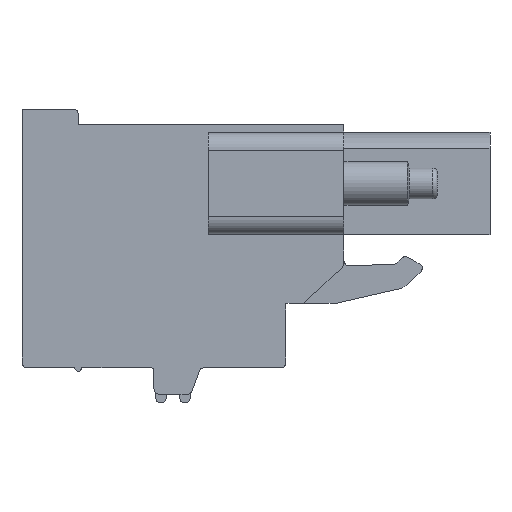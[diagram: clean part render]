
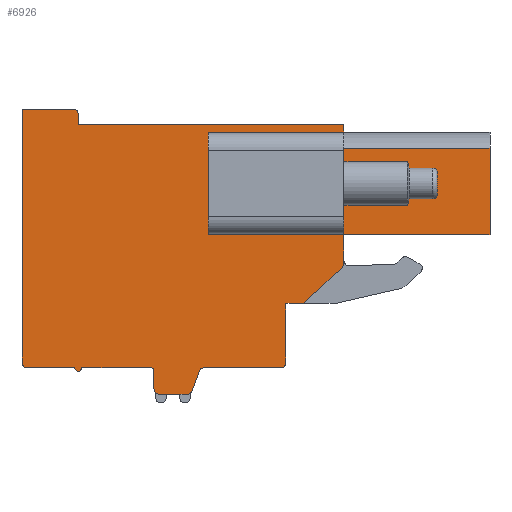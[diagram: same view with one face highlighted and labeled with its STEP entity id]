
A CAD part, left-side view. The second image highlights one B-rep face of the part: STEP entity #6926.
In plain terms, the highlighted planar face has unit normal (-1, 0, 0).
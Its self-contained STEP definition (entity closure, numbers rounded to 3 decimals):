
#1=DIRECTION('',(0.,0.,-1.));
#2=VECTOR('',#1,1.325);
#3=CARTESIAN_POINT('',(0.,-5.66,6.96));
#4=LINE('',#3,#2);
#5=DIRECTION('',(0.,1.,0.));
#6=VECTOR('',#5,8.3);
#7=CARTESIAN_POINT('',(0.,-13.96,5.635));
#8=LINE('',#7,#6);
#9=DIRECTION('',(0.,1.,0.));
#10=VECTOR('',#9,8.3);
#11=CARTESIAN_POINT('',(0.,-13.96,0.73));
#12=LINE('',#11,#10);
#13=DIRECTION('',(0.,0.,-1.));
#14=VECTOR('',#13,1.64);
#15=CARTESIAN_POINT('',(0.,-5.66,0.73));
#16=LINE('',#15,#14);
#17=CARTESIAN_POINT('',(0.,-5.36,-0.91));
#18=DIRECTION('',(1.,0.,0.));
#19=DIRECTION('',(0.,-1.,0.));
#20=AXIS2_PLACEMENT_3D('',#17,#18,#19);
#22=DIRECTION('',(0.,0.731,-0.683));
#23=VECTOR('',#22,3.018);
#24=CARTESIAN_POINT('',(0.,-5.565,-1.129));
#25=LINE('',#24,#23);
#26=DIRECTION('',(0.,1.,0.));
#27=VECTOR('',#26,1.);
#28=CARTESIAN_POINT('',(0.,-3.36,-3.19));
#29=LINE('',#28,#27);
#30=DIRECTION('',(0.,0.,-1.));
#31=VECTOR('',#30,0.5);
#32=CARTESIAN_POINT('',(0.,-2.36,-3.19));
#33=LINE('',#32,#31);
#34=DIRECTION('',(0.,0.,-1.));
#35=VECTOR('',#34,2.35);
#36=CARTESIAN_POINT('',(0.,-2.36,-3.69));
#37=LINE('',#36,#35);
#38=DIRECTION('',(0.,0.,-1.));
#39=VECTOR('',#38,0.5);
#40=CARTESIAN_POINT('',(0.,-2.36,-6.04));
#41=LINE('',#40,#39);
#42=CARTESIAN_POINT('',(0.,-2.06,-6.54));
#43=DIRECTION('',(1.,0.,0.));
#44=DIRECTION('',(0.,-1.,0.));
#45=AXIS2_PLACEMENT_3D('',#42,#43,#44);
#47=DIRECTION('',(0.,1.,0.));
#48=VECTOR('',#47,4.34);
#49=CARTESIAN_POINT('',(0.,-2.06,-6.84));
#50=LINE('',#49,#48);
#51=CARTESIAN_POINT('',(0.,2.28,-7.14));
#52=DIRECTION('',(-1.,0.,0.));
#53=DIRECTION('',(0.,0.,1.));
#54=AXIS2_PLACEMENT_3D('',#51,#52,#53);
#56=DIRECTION('',(0.,0.345,-0.939));
#57=VECTOR('',#56,1.179);
#58=CARTESIAN_POINT('',(0.,2.562,-7.037));
#59=LINE('',#58,#57);
#60=CARTESIAN_POINT('',(0.,3.25,-8.04));
#61=DIRECTION('',(1.,0.,0.));
#62=DIRECTION('',(0.,-0.939,-0.345));
#63=AXIS2_PLACEMENT_3D('',#60,#61,#62);
#65=DIRECTION('',(0.,1.,0.));
#66=VECTOR('',#65,1.59);
#67=CARTESIAN_POINT('',(0.,3.25,-8.34));
#68=LINE('',#67,#66);
#69=CARTESIAN_POINT('',(0.,4.84,-8.04));
#70=DIRECTION('',(1.,0.,0.));
#71=DIRECTION('',(0.,0.,-1.));
#72=AXIS2_PLACEMENT_3D('',#69,#70,#71);
#74=DIRECTION('',(0.,0.,1.));
#75=VECTOR('',#74,1.);
#76=CARTESIAN_POINT('',(0.,5.14,-8.04));
#77=LINE('',#76,#75);
#78=CARTESIAN_POINT('',(0.,5.34,-7.04));
#79=DIRECTION('',(-1.,0.,0.));
#80=DIRECTION('',(0.,-1.,0.));
#81=AXIS2_PLACEMENT_3D('',#78,#79,#80);
#83=DIRECTION('',(0.,1.,0.));
#84=VECTOR('',#83,3.9);
#85=CARTESIAN_POINT('',(0.,5.34,-6.84));
#86=LINE('',#85,#84);
#87=CARTESIAN_POINT('',(0.,9.44,-6.84));
#88=DIRECTION('',(1.,0.,0.));
#89=DIRECTION('',(0.,-1.,0.));
#90=AXIS2_PLACEMENT_3D('',#87,#88,#89);
#92=DIRECTION('',(0.,1.,0.));
#93=VECTOR('',#92,2.7);
#94=CARTESIAN_POINT('',(0.,9.64,-6.84));
#95=LINE('',#94,#93);
#96=CARTESIAN_POINT('',(0.,12.34,-6.54));
#97=DIRECTION('',(1.,0.,0.));
#98=DIRECTION('',(0.,0.,-1.));
#99=AXIS2_PLACEMENT_3D('',#96,#97,#98);
#101=DIRECTION('',(0.,0.,1.));
#102=VECTOR('',#101,0.5);
#103=CARTESIAN_POINT('',(0.,12.64,-6.54));
#104=LINE('',#103,#102);
#105=DIRECTION('',(0.,0.,1.));
#106=VECTOR('',#105,13.9);
#107=CARTESIAN_POINT('',(0.,12.64,-6.04));
#108=LINE('',#107,#106);
#109=DIRECTION('',(0.,-1.,0.));
#110=VECTOR('',#109,2.9);
#111=CARTESIAN_POINT('',(0.,12.64,7.86));
#112=LINE('',#111,#110);
#113=CARTESIAN_POINT('',(0.,9.74,7.56));
#114=DIRECTION('',(1.,0.,0.));
#115=DIRECTION('',(0.,0.,1.));
#116=AXIS2_PLACEMENT_3D('',#113,#114,#115);
#118=DIRECTION('',(0.,0.,-1.));
#119=VECTOR('',#118,0.6);
#120=CARTESIAN_POINT('',(0.,9.44,7.56));
#121=LINE('',#120,#119);
#122=DIRECTION('',(0.,-1.,0.));
#123=VECTOR('',#122,15.1);
#124=CARTESIAN_POINT('',(0.,9.44,6.96));
#125=LINE('',#124,#123);
#126=DIRECTION('',(0.,-1.,0.));
#127=VECTOR('',#126,6.1);
#128=CARTESIAN_POINT('',(0.,2.04,0.73));
#129=LINE('',#128,#127);
#130=DIRECTION('',(0.,0.,1.));
#131=VECTOR('',#130,5.8);
#132=CARTESIAN_POINT('',(0.,-4.06,0.73));
#133=LINE('',#132,#131);
#134=DIRECTION('',(0.,1.,0.));
#135=VECTOR('',#134,6.1);
#136=CARTESIAN_POINT('',(0.,-4.06,6.53));
#137=LINE('',#136,#135);
#4202=DIRECTION('',(0.,0.,1.));
#4203=VECTOR('',#4202,4.905);
#4204=CARTESIAN_POINT('',(0.,-13.96,0.73));
#4205=LINE('',#4204,#4203);
#4964=DIRECTION('',(0.,0.,1.));
#4965=VECTOR('',#4964,5.8);
#4966=CARTESIAN_POINT('',(0.,2.04,0.73));
#4967=LINE('',#4966,#4965);
#5225=CARTESIAN_POINT('',(0.,12.34,-6.84));
#5226=CARTESIAN_POINT('',(0.,12.64,-6.54));
#5227=VERTEX_POINT('',#5225);
#5228=VERTEX_POINT('',#5226);
#5229=CARTESIAN_POINT('',(0.,12.64,-6.04));
#5230=VERTEX_POINT('',#5229);
#5231=CARTESIAN_POINT('',(0.,12.64,7.86));
#5232=VERTEX_POINT('',#5231);
#5233=CARTESIAN_POINT('',(0.,9.74,7.86));
#5234=VERTEX_POINT('',#5233);
#5235=CARTESIAN_POINT('',(0.,9.44,7.56));
#5236=VERTEX_POINT('',#5235);
#5237=CARTESIAN_POINT('',(0.,9.44,6.96));
#5238=VERTEX_POINT('',#5237);
#5239=CARTESIAN_POINT('',(0.,-5.66,6.96));
#5240=VERTEX_POINT('',#5239);
#5241=CARTESIAN_POINT('',(0.,-5.66,-0.91));
#5242=CARTESIAN_POINT('',(0.,-5.565,-1.129));
#5243=VERTEX_POINT('',#5241);
#5244=VERTEX_POINT('',#5242);
#5245=CARTESIAN_POINT('',(0.,-3.36,-3.19));
#5246=VERTEX_POINT('',#5245);
#5247=CARTESIAN_POINT('',(0.,-2.36,-3.19));
#5248=VERTEX_POINT('',#5247);
#5249=CARTESIAN_POINT('',(0.,-2.36,-3.69));
#5250=VERTEX_POINT('',#5249);
#5251=CARTESIAN_POINT('',(0.,-2.36,-6.04));
#5252=VERTEX_POINT('',#5251);
#5253=CARTESIAN_POINT('',(0.,-2.36,-6.54));
#5254=VERTEX_POINT('',#5253);
#5255=CARTESIAN_POINT('',(0.,-2.06,-6.84));
#5256=VERTEX_POINT('',#5255);
#5257=CARTESIAN_POINT('',(0.,2.28,-6.84));
#5258=VERTEX_POINT('',#5257);
#5259=CARTESIAN_POINT('',(0.,2.562,-7.037));
#5260=VERTEX_POINT('',#5259);
#5261=CARTESIAN_POINT('',(0.,2.968,-8.143));
#5262=VERTEX_POINT('',#5261);
#5263=CARTESIAN_POINT('',(0.,3.25,-8.34));
#5264=VERTEX_POINT('',#5263);
#5265=CARTESIAN_POINT('',(0.,4.84,-8.34));
#5266=VERTEX_POINT('',#5265);
#5267=CARTESIAN_POINT('',(0.,5.14,-8.04));
#5268=VERTEX_POINT('',#5267);
#5269=CARTESIAN_POINT('',(0.,5.14,-7.04));
#5270=VERTEX_POINT('',#5269);
#5271=CARTESIAN_POINT('',(0.,5.34,-6.84));
#5272=VERTEX_POINT('',#5271);
#5273=CARTESIAN_POINT('',(0.,9.24,-6.84));
#5274=VERTEX_POINT('',#5273);
#5275=CARTESIAN_POINT('',(0.,9.64,-6.84));
#5276=VERTEX_POINT('',#5275);
#5353=CARTESIAN_POINT('',(0.,-13.96,0.73));
#5354=VERTEX_POINT('',#5353);
#5355=CARTESIAN_POINT('',(0.,-5.66,0.73));
#5356=VERTEX_POINT('',#5355);
#5553=CARTESIAN_POINT('',(0.,-13.96,5.635));
#5555=VERTEX_POINT('',#5553);
#6685=CARTESIAN_POINT('',(0.,2.04,0.73));
#6686=CARTESIAN_POINT('',(0.,2.04,6.53));
#6687=VERTEX_POINT('',#6685);
#6688=VERTEX_POINT('',#6686);
#6693=CARTESIAN_POINT('',(0.,-4.06,0.73));
#6695=VERTEX_POINT('',#6693);
#6697=CARTESIAN_POINT('',(0.,-4.06,6.53));
#6699=VERTEX_POINT('',#6697);
#6701=CARTESIAN_POINT('',(0.,-5.66,5.635));
#6702=VERTEX_POINT('',#6701);
#6849=CARTESIAN_POINT('',(0.,0.,0.));
#6850=DIRECTION('',(1.,0.,0.));
#6851=DIRECTION('',(0.,-1.,0.));
#6852=AXIS2_PLACEMENT_3D('',#6849,#6850,#6851);
#6853=PLANE('',#6852);
#6855=ORIENTED_EDGE('',*,*,#6854,.T.);
#6857=ORIENTED_EDGE('',*,*,#6856,.F.);
#6859=ORIENTED_EDGE('',*,*,#6858,.F.);
#6861=ORIENTED_EDGE('',*,*,#6860,.T.);
#6863=ORIENTED_EDGE('',*,*,#6862,.T.);
#6865=ORIENTED_EDGE('',*,*,#6864,.T.);
#6867=ORIENTED_EDGE('',*,*,#6866,.T.);
#6869=ORIENTED_EDGE('',*,*,#6868,.T.);
#6871=ORIENTED_EDGE('',*,*,#6870,.T.);
#6873=ORIENTED_EDGE('',*,*,#6872,.T.);
#6875=ORIENTED_EDGE('',*,*,#6874,.T.);
#6877=ORIENTED_EDGE('',*,*,#6876,.T.);
#6879=ORIENTED_EDGE('',*,*,#6878,.T.);
#6881=ORIENTED_EDGE('',*,*,#6880,.T.);
#6883=ORIENTED_EDGE('',*,*,#6882,.T.);
#6885=ORIENTED_EDGE('',*,*,#6884,.T.);
#6887=ORIENTED_EDGE('',*,*,#6886,.T.);
#6889=ORIENTED_EDGE('',*,*,#6888,.T.);
#6891=ORIENTED_EDGE('',*,*,#6890,.T.);
#6893=ORIENTED_EDGE('',*,*,#6892,.T.);
#6895=ORIENTED_EDGE('',*,*,#6894,.T.);
#6897=ORIENTED_EDGE('',*,*,#6896,.T.);
#6899=ORIENTED_EDGE('',*,*,#6898,.T.);
#6901=ORIENTED_EDGE('',*,*,#6900,.T.);
#6903=ORIENTED_EDGE('',*,*,#6902,.T.);
#6905=ORIENTED_EDGE('',*,*,#6904,.T.);
#6907=ORIENTED_EDGE('',*,*,#6906,.T.);
#6909=ORIENTED_EDGE('',*,*,#6908,.T.);
#6911=ORIENTED_EDGE('',*,*,#6910,.T.);
#6913=ORIENTED_EDGE('',*,*,#6912,.T.);
#6914=EDGE_LOOP('',(#6855,#6857,#6859,#6861,#6863,#6865,#6867,#6869,#6871,#6873,
#6875,#6877,#6879,#6881,#6883,#6885,#6887,#6889,#6891,#6893,#6895,#6897,#6899,
#6901,#6903,#6905,#6907,#6909,#6911,#6913));
#6915=FACE_OUTER_BOUND('',#6914,.F.);
#6917=ORIENTED_EDGE('',*,*,#6916,.T.);
#6919=ORIENTED_EDGE('',*,*,#6918,.T.);
#6921=ORIENTED_EDGE('',*,*,#6920,.T.);
#6923=ORIENTED_EDGE('',*,*,#6922,.F.);
#6924=EDGE_LOOP('',(#6917,#6919,#6921,#6923));
#6925=FACE_BOUND('',#6924,.F.);
#6926=ADVANCED_FACE('',(#6915,#6925),#6853,.F.);
#21=CIRCLE('',#20,0.3);
#46=CIRCLE('',#45,0.3);
#55=CIRCLE('',#54,0.3);
#64=CIRCLE('',#63,0.3);
#73=CIRCLE('',#72,0.3);
#82=CIRCLE('',#81,0.2);
#91=CIRCLE('',#90,0.2);
#100=CIRCLE('',#99,0.3);
#117=CIRCLE('',#116,0.3);
#6854=EDGE_CURVE('',#5240,#6702,#4,.T.);
#6856=EDGE_CURVE('',#5555,#6702,#8,.T.);
#6858=EDGE_CURVE('',#5354,#5555,#4205,.T.);
#6860=EDGE_CURVE('',#5354,#5356,#12,.T.);
#6862=EDGE_CURVE('',#5356,#5243,#16,.T.);
#6864=EDGE_CURVE('',#5243,#5244,#21,.T.);
#6866=EDGE_CURVE('',#5244,#5246,#25,.T.);
#6868=EDGE_CURVE('',#5246,#5248,#29,.T.);
#6870=EDGE_CURVE('',#5248,#5250,#33,.T.);
#6872=EDGE_CURVE('',#5250,#5252,#37,.T.);
#6874=EDGE_CURVE('',#5252,#5254,#41,.T.);
#6876=EDGE_CURVE('',#5254,#5256,#46,.T.);
#6878=EDGE_CURVE('',#5256,#5258,#50,.T.);
#6880=EDGE_CURVE('',#5258,#5260,#55,.T.);
#6882=EDGE_CURVE('',#5260,#5262,#59,.T.);
#6884=EDGE_CURVE('',#5262,#5264,#64,.T.);
#6886=EDGE_CURVE('',#5264,#5266,#68,.T.);
#6888=EDGE_CURVE('',#5266,#5268,#73,.T.);
#6890=EDGE_CURVE('',#5268,#5270,#77,.T.);
#6892=EDGE_CURVE('',#5270,#5272,#82,.T.);
#6894=EDGE_CURVE('',#5272,#5274,#86,.T.);
#6896=EDGE_CURVE('',#5274,#5276,#91,.T.);
#6898=EDGE_CURVE('',#5276,#5227,#95,.T.);
#6900=EDGE_CURVE('',#5227,#5228,#100,.T.);
#6902=EDGE_CURVE('',#5228,#5230,#104,.T.);
#6904=EDGE_CURVE('',#5230,#5232,#108,.T.);
#6906=EDGE_CURVE('',#5232,#5234,#112,.T.);
#6908=EDGE_CURVE('',#5234,#5236,#117,.T.);
#6910=EDGE_CURVE('',#5236,#5238,#121,.T.);
#6912=EDGE_CURVE('',#5238,#5240,#125,.T.);
#6916=EDGE_CURVE('',#6687,#6695,#129,.T.);
#6918=EDGE_CURVE('',#6695,#6699,#133,.T.);
#6920=EDGE_CURVE('',#6699,#6688,#137,.T.);
#6922=EDGE_CURVE('',#6687,#6688,#4967,.T.);
